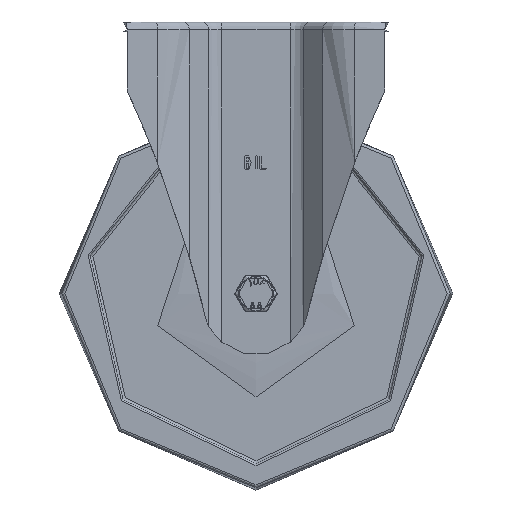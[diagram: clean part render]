
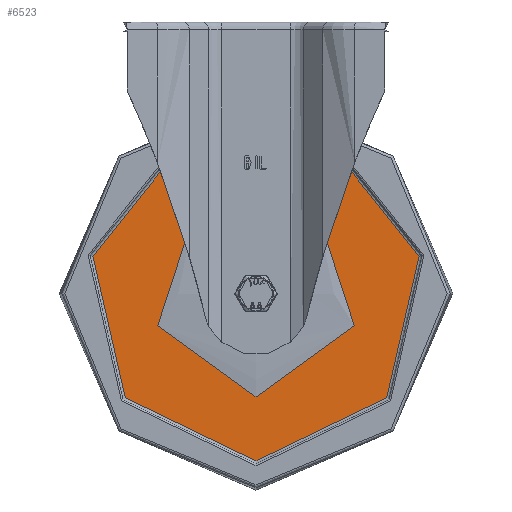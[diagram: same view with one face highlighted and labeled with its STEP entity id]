
A CAD part, front view. The second image highlights one B-rep face of the part: STEP entity #6523.
In plain terms, the highlighted planar face has unit normal (0, -1, 0).
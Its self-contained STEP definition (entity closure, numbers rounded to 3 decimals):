
#170=FACE_BOUND('',#2225,.T.);
#257=PLANE('',#7203);
#1798=FACE_OUTER_BOUND('',#2224,.T.);
#2224=EDGE_LOOP('',(#5327));
#2225=EDGE_LOOP('',(#5328));
#2612=CIRCLE('',#7166,85.);
#2613=CIRCLE('',#7167,52.5);
#3044=VERTEX_POINT('',#11026);
#3045=VERTEX_POINT('',#11056);
#3829=EDGE_CURVE('',#3044,#3044,#2612,.T.);
#3830=EDGE_CURVE('',#3045,#3045,#2613,.T.);
#5327=ORIENTED_EDGE('',*,*,#3829,.F.);
#5328=ORIENTED_EDGE('',*,*,#3830,.T.);
#6523=ADVANCED_FACE('',(#1798,#170),#257,.T.);
#7166=AXIS2_PLACEMENT_3D('',#11028,#8475,#8476);
#7167=AXIS2_PLACEMENT_3D('',#11057,#8477,#8478);
#7203=AXIS2_PLACEMENT_3D('',#11141,#8555,#8556);
#8475=DIRECTION('center_axis',(0.,1.,0.));
#8476=DIRECTION('ref_axis',(0.,0.,1.));
#8477=DIRECTION('center_axis',(0.,1.,0.));
#8478=DIRECTION('ref_axis',(0.,0.,1.));
#8555=DIRECTION('center_axis',(0.,-1.,0.));
#8556=DIRECTION('ref_axis',(0.,0.,-1.));
#11026=CARTESIAN_POINT('',(0.,-7.,-85.));
#11028=CARTESIAN_POINT('Origin',(0.,-7.,0.));
#11056=CARTESIAN_POINT('',(0.,-7.,-52.5));
#11057=CARTESIAN_POINT('Origin',(0.,-7.,0.));
#11141=CARTESIAN_POINT('Origin',(0.,-7.,68.75));
